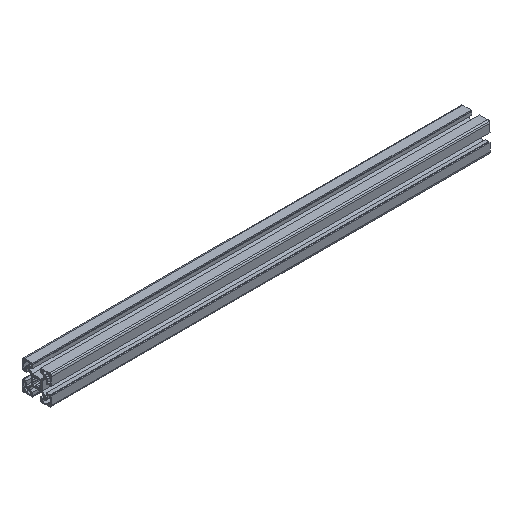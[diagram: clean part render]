
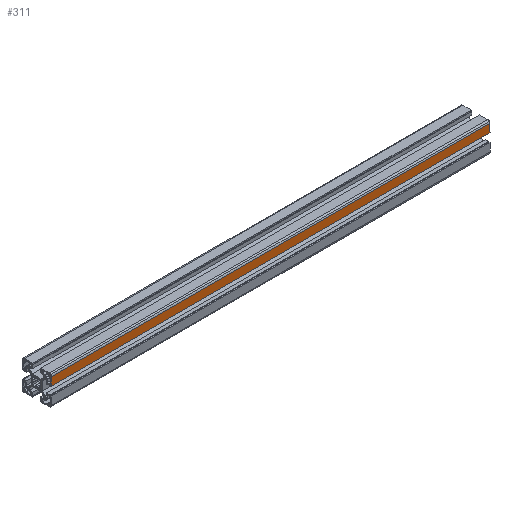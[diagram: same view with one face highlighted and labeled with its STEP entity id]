
A CAD part, isometric view. The second image highlights one B-rep face of the part: STEP entity #311.
In plain terms, the highlighted planar face has unit normal (0, -1, 0).
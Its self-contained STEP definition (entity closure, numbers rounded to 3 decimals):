
#311=ADVANCED_FACE('',(#697),#698,.T.);
#697=FACE_OUTER_BOUND('',#1165,.T.);
#698=PLANE('',#1166);
#1165=EDGE_LOOP('',(#1967,#1968,#1969,#1970));
#1166=AXIS2_PLACEMENT_3D('',#1971,#1972,#1973);
#1967=ORIENTED_EDGE('',*,*,#3198,.T.);
#1968=ORIENTED_EDGE('',*,*,#2974,.F.);
#1969=ORIENTED_EDGE('',*,*,#3199,.F.);
#1970=ORIENTED_EDGE('',*,*,#3195,.T.);
#1971=CARTESIAN_POINT('',(0.0,-20.,11.4));
#1972=DIRECTION('',(0.0,-1.0,0.));
#1973=DIRECTION('',(0.0,0.,-1.0));
#2974=EDGE_CURVE('',#3618,#3620,#3621,.T.);
#3195=EDGE_CURVE('',#3953,#3951,#3954,.T.);
#3198=EDGE_CURVE('',#3951,#3620,#3957,.T.);
#3199=EDGE_CURVE('',#3953,#3618,#3958,.T.);
#3618=VERTEX_POINT('',#4534);
#3620=VERTEX_POINT('',#4536);
#3621=LINE('',#4537,#4538);
#3951=VERTEX_POINT('',#5019);
#3953=VERTEX_POINT('',#5022);
#3954=LINE('',#5023,#5024);
#3957=LINE('',#5028,#5029);
#3958=LINE('',#5030,#5031);
#4534=CARTESIAN_POINT('',(0.0,-20.,17.));
#4536=CARTESIAN_POINT('',(600.0,-20.,17.));
#4537=CARTESIAN_POINT('',(0.0,-20.,17.));
#4538=VECTOR('',#5768,1.0);
#5019=CARTESIAN_POINT('',(600.0,-20.0,5.8));
#5022=CARTESIAN_POINT('',(0.0,-20.0,5.8));
#5023=CARTESIAN_POINT('',(0.0,-20.0,5.8));
#5024=VECTOR('',#5960,1.0);
#5028=CARTESIAN_POINT('',(600.0,-20.0,5.8));
#5029=VECTOR('',#5962,1.0);
#5030=CARTESIAN_POINT('',(0.0,-20.0,5.8));
#5031=VECTOR('',#5963,1.0);
#5768=DIRECTION('',(1.0,0.0,0.0));
#5960=DIRECTION('',(1.0,0.0,0.0));
#5962=DIRECTION('',(0.0,0.,1.0));
#5963=DIRECTION('',(0.0,0.,1.0));
